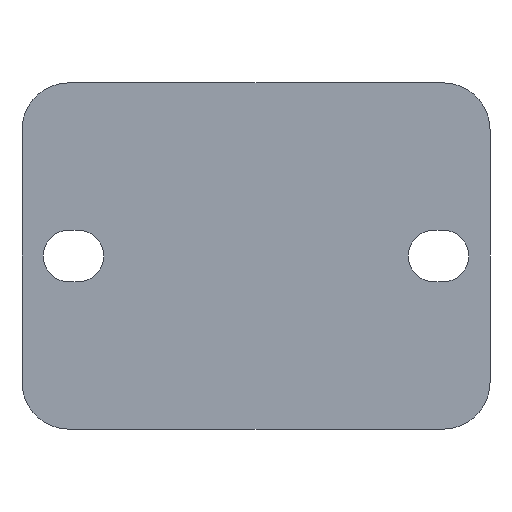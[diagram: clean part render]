
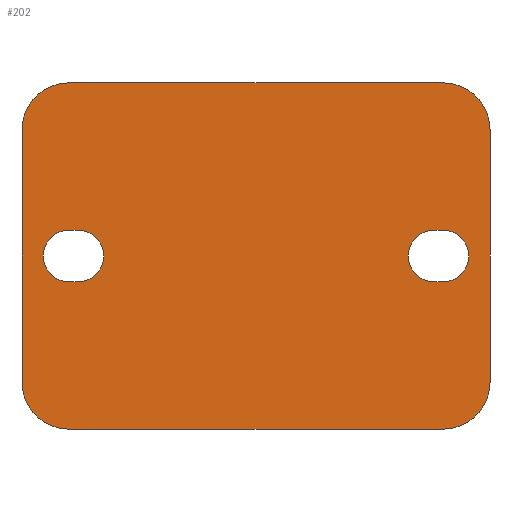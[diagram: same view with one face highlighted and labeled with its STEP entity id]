
A CAD part, front view. The second image highlights one B-rep face of the part: STEP entity #202.
In plain terms, the highlighted planar face has unit normal (0, -1, 0).
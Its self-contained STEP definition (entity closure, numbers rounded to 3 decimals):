
#202 = ADVANCED_FACE( '', ( #463, #464, #465 ), #466, .F. );
#463 = FACE_BOUND( '', #784, .T. );
#464 = FACE_BOUND( '', #785, .T. );
#465 = FACE_OUTER_BOUND( '', #786, .T. );
#466 = PLANE( '', #787 );
#784 = EDGE_LOOP( '', ( #1320, #1321, #1322, #1323 ) );
#785 = EDGE_LOOP( '', ( #1324, #1325, #1326, #1327 ) );
#786 = EDGE_LOOP( '', ( #1328, #1329, #1330, #1331, #1332, #1333, #1334, #1335 ) );
#787 = AXIS2_PLACEMENT_3D( '', #1336, #1337, #1338 );
#1320 = ORIENTED_EDGE( '', *, *, #1949, .T. );
#1321 = ORIENTED_EDGE( '', *, *, #2022, .T. );
#1322 = ORIENTED_EDGE( '', *, *, #2023, .T. );
#1323 = ORIENTED_EDGE( '', *, *, #2024, .T. );
#1324 = ORIENTED_EDGE( '', *, *, #1910, .T. );
#1325 = ORIENTED_EDGE( '', *, *, #2009, .T. );
#1326 = ORIENTED_EDGE( '', *, *, #1970, .T. );
#1327 = ORIENTED_EDGE( '', *, *, #2025, .T. );
#1328 = ORIENTED_EDGE( '', *, *, #2026, .F. );
#1329 = ORIENTED_EDGE( '', *, *, #2027, .F. );
#1330 = ORIENTED_EDGE( '', *, *, #2028, .F. );
#1331 = ORIENTED_EDGE( '', *, *, #1850, .F. );
#1332 = ORIENTED_EDGE( '', *, *, #2029, .F. );
#1333 = ORIENTED_EDGE( '', *, *, #1921, .F. );
#1334 = ORIENTED_EDGE( '', *, *, #2030, .F. );
#1335 = ORIENTED_EDGE( '', *, *, #2031, .F. );
#1336 = CARTESIAN_POINT( '', ( -20., 0., -13.5 ) );
#1337 = DIRECTION( '', ( 0., 1., 0. ) );
#1338 = DIRECTION( '', ( 0., 0., 1. ) );
#1850 = EDGE_CURVE( '', #2204, #2205, #2206, .T. );
#1910 = EDGE_CURVE( '', #2311, #2312, #2313, .T. );
#1921 = EDGE_CURVE( '', #2327, #2328, #2329, .T. );
#1949 = EDGE_CURVE( '', #2375, #2376, #2377, .T. );
#1970 = EDGE_CURVE( '', #2407, #2408, #2409, .T. );
#2009 = EDGE_CURVE( '', #2312, #2407, #2466, .T. );
#2022 = EDGE_CURVE( '', #2376, #2485, #2486, .T. );
#2023 = EDGE_CURVE( '', #2485, #2487, #2488, .T. );
#2024 = EDGE_CURVE( '', #2487, #2375, #2489, .T. );
#2025 = EDGE_CURVE( '', #2408, #2311, #2490, .T. );
#2026 = EDGE_CURVE( '', #2491, #2492, #2493, .T. );
#2027 = EDGE_CURVE( '', #2494, #2491, #2495, .T. );
#2028 = EDGE_CURVE( '', #2205, #2494, #2496, .T. );
#2029 = EDGE_CURVE( '', #2328, #2204, #2497, .T. );
#2030 = EDGE_CURVE( '', #2498, #2327, #2499, .T. );
#2031 = EDGE_CURVE( '', #2492, #2498, #2500, .T. );
#2204 = VERTEX_POINT( '', #2718 );
#2205 = VERTEX_POINT( '', #2719 );
#2206 = LINE( '', #2720, #2721 );
#2311 = VERTEX_POINT( '', #2927 );
#2312 = VERTEX_POINT( '', #2928 );
#2313 = LINE( '', #2929, #2930 );
#2327 = VERTEX_POINT( '', #2948 );
#2328 = VERTEX_POINT( '', #2949 );
#2329 = LINE( '', #2950, #2951 );
#2375 = VERTEX_POINT( '', #3015 );
#2376 = VERTEX_POINT( '', #3016 );
#2377 = LINE( '', #3017, #3018 );
#2407 = VERTEX_POINT( '', #3060 );
#2408 = VERTEX_POINT( '', #3061 );
#2409 = LINE( '', #3062, #3063 );
#2466 = CIRCLE( '', #3141, 2.75 );
#2485 = VERTEX_POINT( '', #3169 );
#2486 = CIRCLE( '', #3170, 2.75 );
#2487 = VERTEX_POINT( '', #3171 );
#2488 = LINE( '', #3172, #3173 );
#2489 = CIRCLE( '', #3174, 2.75 );
#2490 = CIRCLE( '', #3175, 2.75 );
#2491 = VERTEX_POINT( '', #3176 );
#2492 = VERTEX_POINT( '', #3177 );
#2493 = CIRCLE( '', #3178, 5. );
#2494 = VERTEX_POINT( '', #3179 );
#2495 = LINE( '', #3180, #3181 );
#2496 = CIRCLE( '', #3182, 5. );
#2497 = CIRCLE( '', #3183, 5. );
#2498 = VERTEX_POINT( '', #3184 );
#2499 = CIRCLE( '', #3185, 5. );
#2500 = LINE( '', #3186, #3187 );
#2718 = CARTESIAN_POINT( '', ( 25., 0., 13.5 ) );
#2719 = CARTESIAN_POINT( '', ( 25., 0., -13.5 ) );
#2720 = CARTESIAN_POINT( '', ( 25., 0., 13.5 ) );
#2721 = VECTOR( '', #3495, 1000. );
#2927 = CARTESIAN_POINT( '', ( 20., 0., -2.75 ) );
#2928 = CARTESIAN_POINT( '', ( 19., 0., -2.75 ) );
#2929 = CARTESIAN_POINT( '', ( 20., 0., -2.75 ) );
#2930 = VECTOR( '', #3575, 1000. );
#2948 = CARTESIAN_POINT( '', ( -20., 0., 18.5 ) );
#2949 = CARTESIAN_POINT( '', ( 20., 0., 18.5 ) );
#2950 = CARTESIAN_POINT( '', ( -20., 0., 18.5 ) );
#2951 = VECTOR( '', #3589, 1000. );
#3015 = CARTESIAN_POINT( '', ( -19., 0., -2.75 ) );
#3016 = CARTESIAN_POINT( '', ( -20., 0., -2.75 ) );
#3017 = CARTESIAN_POINT( '', ( -19., 0., -2.75 ) );
#3018 = VECTOR( '', #3620, 1000. );
#3060 = CARTESIAN_POINT( '', ( 19., 0., 2.75 ) );
#3061 = CARTESIAN_POINT( '', ( 20., 0., 2.75 ) );
#3062 = CARTESIAN_POINT( '', ( 19., 0., 2.75 ) );
#3063 = VECTOR( '', #3642, 1000. );
#3141 = AXIS2_PLACEMENT_3D( '', #3679, #3680, #3681 );
#3169 = CARTESIAN_POINT( '', ( -20., 0., 2.75 ) );
#3170 = AXIS2_PLACEMENT_3D( '', #3691, #3692, #3693 );
#3171 = CARTESIAN_POINT( '', ( -19., 0., 2.75 ) );
#3172 = CARTESIAN_POINT( '', ( -20., 0., 2.75 ) );
#3173 = VECTOR( '', #3694, 1000. );
#3174 = AXIS2_PLACEMENT_3D( '', #3695, #3696, #3697 );
#3175 = AXIS2_PLACEMENT_3D( '', #3698, #3699, #3700 );
#3176 = CARTESIAN_POINT( '', ( -20., 0., -18.5 ) );
#3177 = CARTESIAN_POINT( '', ( -25., 0., -13.5 ) );
#3178 = AXIS2_PLACEMENT_3D( '', #3701, #3702, #3703 );
#3179 = CARTESIAN_POINT( '', ( 20., 0., -18.5 ) );
#3180 = CARTESIAN_POINT( '', ( 20., 0., -18.5 ) );
#3181 = VECTOR( '', #3704, 1000. );
#3182 = AXIS2_PLACEMENT_3D( '', #3705, #3706, #3707 );
#3183 = AXIS2_PLACEMENT_3D( '', #3708, #3709, #3710 );
#3184 = CARTESIAN_POINT( '', ( -25., 0., 13.5 ) );
#3185 = AXIS2_PLACEMENT_3D( '', #3711, #3712, #3713 );
#3186 = CARTESIAN_POINT( '', ( -25., 0., -13.5 ) );
#3187 = VECTOR( '', #3714, 1000. );
#3495 = DIRECTION( '', ( 0., 0., -1. ) );
#3575 = DIRECTION( '', ( -1., 0., 0. ) );
#3589 = DIRECTION( '', ( 1., 0., 0. ) );
#3620 = DIRECTION( '', ( -1., 0., 0. ) );
#3642 = DIRECTION( '', ( 1., 0., 0. ) );
#3679 = CARTESIAN_POINT( '', ( 19., 0., 0. ) );
#3680 = DIRECTION( '', ( 0., 1., 0. ) );
#3681 = DIRECTION( '', ( 1., 0., 0. ) );
#3691 = CARTESIAN_POINT( '', ( -20., 0., 0. ) );
#3692 = DIRECTION( '', ( 0., 1., 0. ) );
#3693 = DIRECTION( '', ( 1., 0., 0. ) );
#3694 = DIRECTION( '', ( 1., 0., 0. ) );
#3695 = CARTESIAN_POINT( '', ( -19., 0., 0. ) );
#3696 = DIRECTION( '', ( 0., 1., 0. ) );
#3697 = DIRECTION( '', ( 1., 0., 0. ) );
#3698 = CARTESIAN_POINT( '', ( 20., 0., 0. ) );
#3699 = DIRECTION( '', ( 0., 1., 0. ) );
#3700 = DIRECTION( '', ( 1., 0., 0. ) );
#3701 = CARTESIAN_POINT( '', ( -20., 0., -13.5 ) );
#3702 = DIRECTION( '', ( 0., 1., 0. ) );
#3703 = DIRECTION( '', ( 1., 0., 0. ) );
#3704 = DIRECTION( '', ( -1., 0., 0. ) );
#3705 = CARTESIAN_POINT( '', ( 20., 0., -13.5 ) );
#3706 = DIRECTION( '', ( 0., 1., 0. ) );
#3707 = DIRECTION( '', ( 1., 0., 0. ) );
#3708 = CARTESIAN_POINT( '', ( 20., 0., 13.5 ) );
#3709 = DIRECTION( '', ( 0., 1., 0. ) );
#3710 = DIRECTION( '', ( 1., 0., 0. ) );
#3711 = CARTESIAN_POINT( '', ( -20., 0., 13.5 ) );
#3712 = DIRECTION( '', ( 0., 1., 0. ) );
#3713 = DIRECTION( '', ( 1., 0., 0. ) );
#3714 = DIRECTION( '', ( 0., 0., 1. ) );
